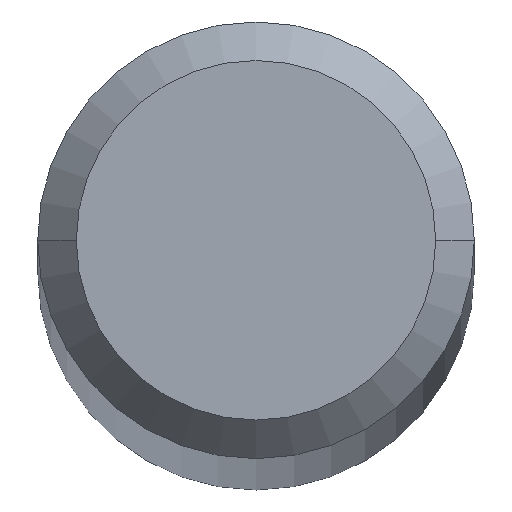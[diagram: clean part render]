
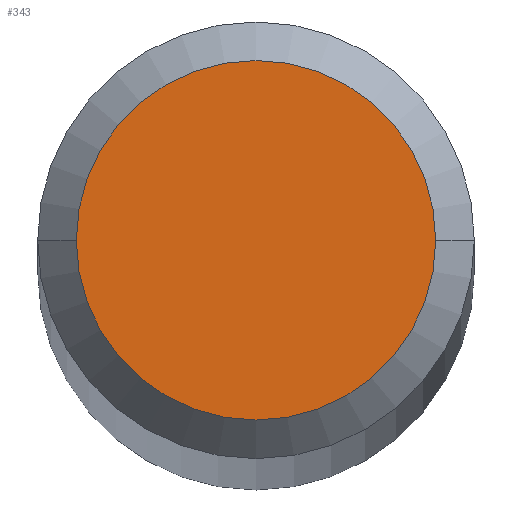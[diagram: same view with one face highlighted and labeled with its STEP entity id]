
A CAD part, top view. The second image highlights one B-rep face of the part: STEP entity #343.
In plain terms, the highlighted planar face has unit normal (0, 0, 1).
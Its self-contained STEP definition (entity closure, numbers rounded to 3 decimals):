
#206=CARTESIAN_POINT('',(0.,0.,320.));
#207=DIRECTION('',(0.,0.,1.));
#208=DIRECTION('',(-1.,0.,0.));
#209=AXIS2_PLACEMENT_3D('',#206,#207,#208);
#214=CARTESIAN_POINT('',(0.,0.,320.));
#215=DIRECTION('',(0.,0.,1.));
#216=DIRECTION('',(1.,0.,0.));
#217=AXIS2_PLACEMENT_3D('',#214,#215,#216);
#226=CARTESIAN_POINT('',(3.293,0.,320.));
#227=VERTEX_POINT('',#226);
#228=CARTESIAN_POINT('',(-3.293,0.,320.));
#229=VERTEX_POINT('',#228);
#334=CARTESIAN_POINT('',(0.,0.,320.));
#335=DIRECTION('',(0.,0.,1.));
#336=DIRECTION('',(1.,0.,0.));
#337=AXIS2_PLACEMENT_3D('',#334,#335,#336);
#338=PLANE('',#337);
#339=ORIENTED_EDGE('',*,*,#303,.F.);
#340=ORIENTED_EDGE('',*,*,#288,.F.);
#341=EDGE_LOOP('',(#339,#340));
#342=FACE_OUTER_BOUND('',#341,.F.);
#210=CIRCLE('',#209,3.293);
#218=CIRCLE('',#217,3.293);
#288=EDGE_CURVE('',#227,#229,#218,.T.);
#303=EDGE_CURVE('',#229,#227,#210,.T.);
#343=ADVANCED_FACE('',(#342),#338,.T.);
